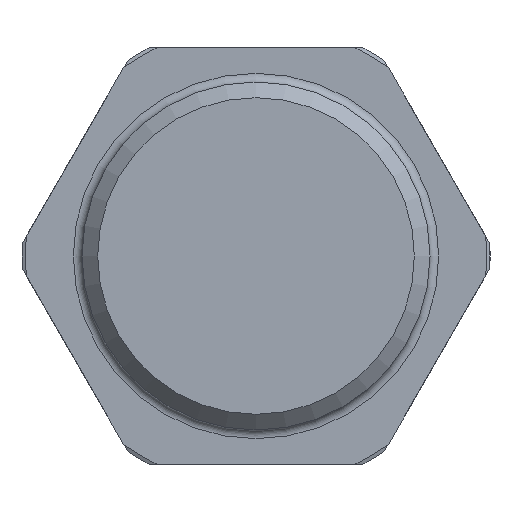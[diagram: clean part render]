
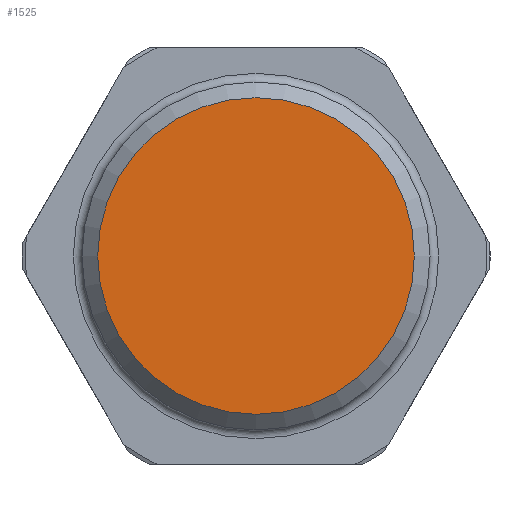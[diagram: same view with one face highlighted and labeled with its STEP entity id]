
A CAD part, left-side view. The second image highlights one B-rep face of the part: STEP entity #1525.
In plain terms, the highlighted planar face has unit normal (-1, 0, 0).
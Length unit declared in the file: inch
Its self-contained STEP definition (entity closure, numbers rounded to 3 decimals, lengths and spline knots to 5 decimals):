
#303=FACE_OUTER_BOUND('',#387,.T.);
#387=EDGE_LOOP('',(#1274,#1275));
#498=CIRCLE('',#1727,0.35827);
#499=CIRCLE('',#1728,0.35827);
#652=VERTEX_POINT('',#2781);
#653=VERTEX_POINT('',#2782);
#864=EDGE_CURVE('',#652,#653,#498,.T.);
#865=EDGE_CURVE('',#653,#652,#499,.T.);
#1274=ORIENTED_EDGE('',*,*,#864,.T.);
#1275=ORIENTED_EDGE('',*,*,#865,.T.);
#1368=PLANE('',#1729);
#1525=ADVANCED_FACE('',(#303),#1368,.T.);
#1727=AXIS2_PLACEMENT_3D('',#2783,#2153,#2154);
#1728=AXIS2_PLACEMENT_3D('',#2784,#2155,#2156);
#1729=AXIS2_PLACEMENT_3D('',#2786,#2158,#2159);
#2153=DIRECTION('center_axis',(-1.,0.,0.));
#2154=DIRECTION('ref_axis',(0.,0.,
1.));
#2155=DIRECTION('center_axis',(-1.,0.,0.));
#2156=DIRECTION('ref_axis',(0.,0.,
1.));
#2158=DIRECTION('center_axis',(-1.,0.,0.));
#2159=DIRECTION('ref_axis',(0.,0.,
1.));
#2781=CARTESIAN_POINT('',(-1.13386,0.,-0.35827));
#2782=CARTESIAN_POINT('',(-1.13386,0.,0.35827));
#2783=CARTESIAN_POINT('Origin',(-1.13386,0.,0.));
#2784=CARTESIAN_POINT('Origin',(-1.13386,0.,0.));
#2786=CARTESIAN_POINT('Origin',(-1.13386,0.,
-0.25591));
